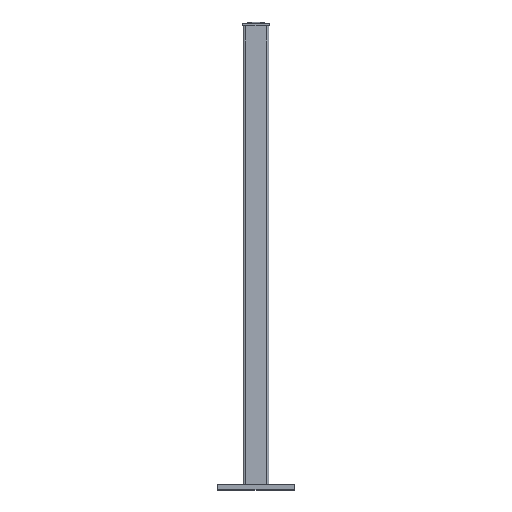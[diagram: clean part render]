
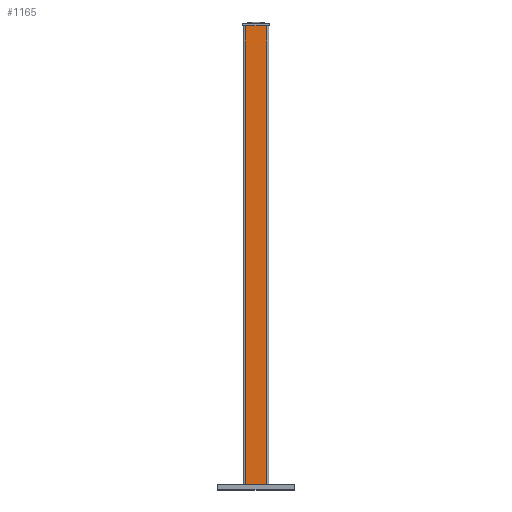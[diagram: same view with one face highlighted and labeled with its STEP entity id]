
A CAD part, top view. The second image highlights one B-rep face of the part: STEP entity #1165.
In plain terms, the highlighted planar face has unit normal (0, 0, 1).
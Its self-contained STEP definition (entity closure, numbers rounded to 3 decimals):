
#26 = CARTESIAN_POINT ( 'NONE',  ( -21.25, 900., 25. ) ) ;
#28 = CARTESIAN_POINT ( 'NONE',  ( -21.25, 900., 25. ) ) ;
#55 = VERTEX_POINT ( 'NONE', #1497 ) ;
#116 = DIRECTION ( 'NONE',  ( 0., 0., -1. ) ) ;
#129 = LINE ( 'NONE', #1408, #981 ) ;
#151 = DIRECTION ( 'NONE',  ( 1., 0., 0. ) ) ;
#285 = EDGE_LOOP ( 'NONE', ( #1378, #949, #1089, #547 ) ) ;
#417 = EDGE_CURVE ( 'NONE', #971, #1046, #813, .T. ) ;
#547 = ORIENTED_EDGE ( 'NONE', *, *, #417, .T. ) ;
#548 = EDGE_CURVE ( 'NONE', #55, #1816, #1925, .T. ) ;
#651 = DIRECTION ( 'NONE',  ( 0., -1., 0. ) ) ;
#786 = DIRECTION ( 'NONE',  ( 0., -1., 0. ) ) ;
#813 = LINE ( 'NONE', #28, #2348 ) ;
#877 = CARTESIAN_POINT ( 'NONE',  ( -21.25, 0., 25. ) ) ;
#920 = FACE_OUTER_BOUND ( 'NONE', #285, .T. ) ;
#949 = ORIENTED_EDGE ( 'NONE', *, *, #548, .F. ) ;
#971 = VERTEX_POINT ( 'NONE', #26 ) ;
#981 = VECTOR ( 'NONE', #1171, 1000. ) ;
#1046 = VERTEX_POINT ( 'NONE', #877 ) ;
#1089 = ORIENTED_EDGE ( 'NONE', *, *, #1942, .F. ) ;
#1165 = ADVANCED_FACE ( 'Face1', ( #920 ), #1356, .F. ) ;
#1171 = DIRECTION ( 'NONE',  ( 1., 0., 0. ) ) ;
#1207 = CARTESIAN_POINT ( 'NONE',  ( 21.25, 0., 25. ) ) ;
#1305 = EDGE_CURVE ( 'NONE', #1046, #1816, #1416, .T. ) ;
#1328 = DIRECTION ( 'NONE',  ( -1., 0., 0. ) ) ;
#1356 = PLANE ( 'NONE',  #2313 ) ;
#1378 = ORIENTED_EDGE ( 'NONE', *, *, #1305, .T. ) ;
#1408 = CARTESIAN_POINT ( 'NONE',  ( -21.25, 900., 25. ) ) ;
#1416 = LINE ( 'NONE', #1635, #2060 ) ;
#1497 = CARTESIAN_POINT ( 'NONE',  ( 21.25, 900., 25. ) ) ;
#1635 = CARTESIAN_POINT ( 'NONE',  ( -21.25, 0., 25. ) ) ;
#1816 = VERTEX_POINT ( 'NONE', #1207 ) ;
#1925 = LINE ( 'NONE', #2107, #2098 ) ;
#1942 = EDGE_CURVE ( 'NONE', #971, #55, #129, .T. ) ;
#2060 = VECTOR ( 'NONE', #151, 1000. ) ;
#2098 = VECTOR ( 'NONE', #651, 1000. ) ;
#2107 = CARTESIAN_POINT ( 'NONE',  ( 21.25, 900., 25. ) ) ;
#2181 = CARTESIAN_POINT ( 'NONE',  ( -21.25, 900., 25. ) ) ;
#2313 = AXIS2_PLACEMENT_3D ( 'NONE', #2181, #116, #1328 ) ;
#2348 = VECTOR ( 'NONE', #786, 1000. ) ;
